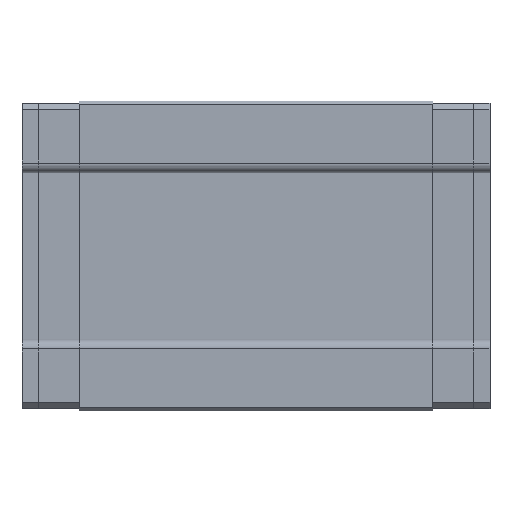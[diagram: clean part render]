
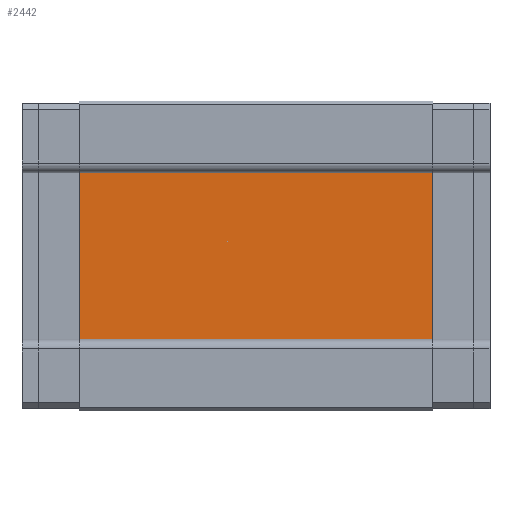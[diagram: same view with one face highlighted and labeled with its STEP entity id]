
A CAD part, front view. The second image highlights one B-rep face of the part: STEP entity #2442.
In plain terms, the highlighted face is planar.
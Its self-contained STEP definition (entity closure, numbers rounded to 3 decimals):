
#131=FACE_OUTER_BOUND('',#259,.T.);
#259=EDGE_LOOP('',(#1701,#1702,#1703,#1704));
#398=LINE('',#3505,#708);
#426=LINE('',#3602,#736);
#428=LINE('',#3606,#738);
#429=LINE('',#3607,#739);
#708=VECTOR('',#2824,10.);
#736=VECTOR('',#2916,10.);
#738=VECTOR('',#2920,10.);
#739=VECTOR('',#2921,10.);
#1016=VERTEX_POINT('',#3502);
#1017=VERTEX_POINT('',#3504);
#1054=VERTEX_POINT('',#3601);
#1055=VERTEX_POINT('',#3605);
#1262=EDGE_CURVE('',#1017,#1016,#398,.T.);
#1309=EDGE_CURVE('',#1017,#1054,#426,.T.);
#1311=EDGE_CURVE('',#1016,#1055,#428,.T.);
#1312=EDGE_CURVE('',#1055,#1054,#429,.T.);
#1701=ORIENTED_EDGE('',*,*,#1262,.T.);
#1702=ORIENTED_EDGE('',*,*,#1311,.T.);
#1703=ORIENTED_EDGE('',*,*,#1312,.T.);
#1704=ORIENTED_EDGE('',*,*,#1309,.F.);
#2328=PLANE('',#2649);
#2442=ADVANCED_FACE('',(#131),#2328,.T.);
#2649=AXIS2_PLACEMENT_3D('',#3604,#2918,#2919);
#2824=DIRECTION('',(-1.,0.,0.));
#2916=DIRECTION('',(0.,0.,1.));
#2918=DIRECTION('center_axis',(0.,1.,0.));
#2919=DIRECTION('ref_axis',(-1.,0.,0.));
#2920=DIRECTION('',(0.,0.,1.));
#2921=DIRECTION('',(1.,0.,0.));
#3502=CARTESIAN_POINT('',(-11.6,0.2,-22.8));
#3504=CARTESIAN_POINT('',(11.6,0.2,-22.8));
#3505=CARTESIAN_POINT('',(9.8,0.2,-22.8));
#3601=CARTESIAN_POINT('',(11.6,0.2,22.8));
#3602=CARTESIAN_POINT('',(11.6,0.2,0.));
#3604=CARTESIAN_POINT('Origin',(11.6,0.2,0.));
#3605=CARTESIAN_POINT('',(-11.6,0.2,22.8));
#3606=CARTESIAN_POINT('',(-11.6,0.2,0.));
#3607=CARTESIAN_POINT('',(1.8,0.2,22.8));
